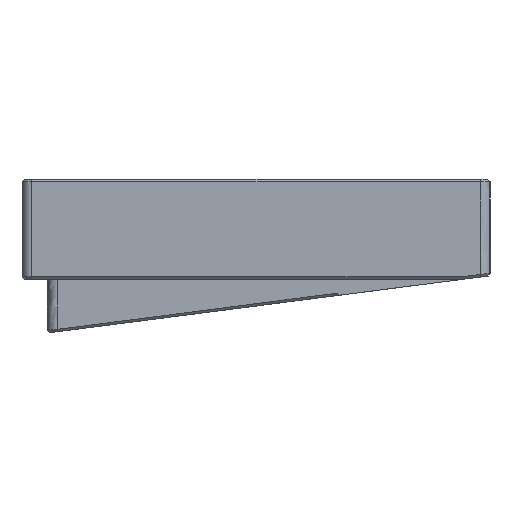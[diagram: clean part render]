
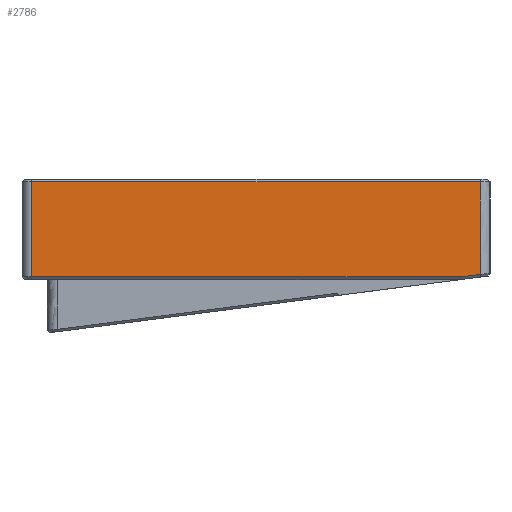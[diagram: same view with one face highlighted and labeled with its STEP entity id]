
A CAD part, left-side view. The second image highlights one B-rep face of the part: STEP entity #2786.
In plain terms, the highlighted planar face has unit normal (-1, 0, 0).
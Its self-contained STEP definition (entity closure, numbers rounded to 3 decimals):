
#178=PLANE('',#3044);
#323=FACE_OUTER_BOUND('',#487,.T.);
#487=EDGE_LOOP('',(#2450,#2451,#2452,#2453,#2454));
#700=LINE('',#4504,#963);
#702=LINE('',#4510,#965);
#741=LINE('',#4707,#1004);
#742=LINE('',#4709,#1005);
#743=LINE('',#4710,#1006);
#963=VECTOR('',#3644,1000.);
#965=VECTOR('',#3650,812.89);
#1004=VECTOR('',#3741,812.89);
#1005=VECTOR('',#3742,815.166);
#1006=VECTOR('',#3743,1000.);
#1298=VERTEX_POINT('',#4391);
#1332=VERTEX_POINT('',#4503);
#1334=VERTEX_POINT('',#4509);
#1363=VERTEX_POINT('',#4706);
#1364=VERTEX_POINT('',#4708);
#1682=EDGE_CURVE('',#1298,#1332,#700,.F.);
#1685=EDGE_CURVE('',#1334,#1298,#702,.T.);
#1739=EDGE_CURVE('',#1332,#1363,#741,.T.);
#1740=EDGE_CURVE('',#1363,#1364,#742,.T.);
#1741=EDGE_CURVE('',#1364,#1334,#743,.T.);
#2450=ORIENTED_EDGE('',*,*,#1739,.T.);
#2451=ORIENTED_EDGE('',*,*,#1740,.T.);
#2452=ORIENTED_EDGE('',*,*,#1741,.T.);
#2453=ORIENTED_EDGE('',*,*,#1685,.T.);
#2454=ORIENTED_EDGE('',*,*,#1682,.T.);
#2786=ADVANCED_FACE('',(#323),#178,.T.);
#3044=AXIS2_PLACEMENT_3D('',#4705,#3739,#3740);
#3644=DIRECTION('',(0.,0.,1.));
#3650=DIRECTION('',(0.,1.,0.));
#3739=DIRECTION('center_axis',(-1.,0.,0.));
#3740=DIRECTION('ref_axis',(0.,0.,1.));
#3741=DIRECTION('',(0.,-1.,0.));
#3742=DIRECTION('',(0.,-0.992,0.128));
#3743=DIRECTION('',(0.,0.,1.));
#4391=CARTESIAN_POINT('',(-155.232,52.196,29.547));
#4503=CARTESIAN_POINT('',(-155.232,52.196,11.347));
#4504=CARTESIAN_POINT('',(-155.232,52.196,-0.002));
#4509=CARTESIAN_POINT('',(-155.232,-33.726,29.547));
#4510=CARTESIAN_POINT('',(-155.232,52.196,29.547));
#4705=CARTESIAN_POINT('Origin',(-155.232,9.235,-0.002));
#4706=CARTESIAN_POINT('',(-155.232,-29.844,11.347));
#4707=CARTESIAN_POINT('',(-155.232,9.235,11.347));
#4708=CARTESIAN_POINT('',(-155.232,-33.726,11.849));
#4709=CARTESIAN_POINT('',(-155.232,9.767,6.225));
#4710=CARTESIAN_POINT('',(-155.232,-33.726,30.047));
